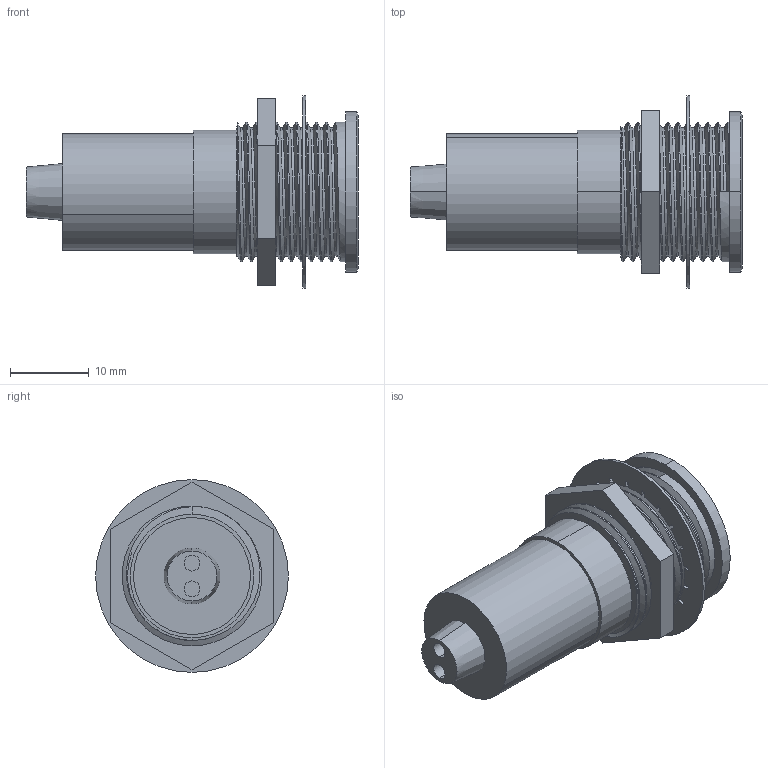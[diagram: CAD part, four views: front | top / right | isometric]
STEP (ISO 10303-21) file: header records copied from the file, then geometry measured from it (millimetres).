
FILE_DESCRIPTION (( 'STEP AP203' ), '1' );
FILE_NAME ('930Wx.STEP', '2016-12-23T23:53:24', ( '' ), ( '' ), 'SwSTEP 2.0', 'SolidWorks 2016', '' );
FILE_SCHEMA (( 'CONFIG_CONTROL_DESIGN' ));
Length unit declared in the file: inch
Products named in the file (7): 910007xx08, 910260xx08_9102603508; 9909300008; 03-07XP10; 930Wx; 889-034-xxx_889-034-01X; 903-078-0xx; 905-034-xxx
Assembly tree (6 placements, depth 3):
  930Wx
    889-034-xxx_889-034-01X
    903-078-0xx
    905-034-xxx
    03-07XP10
      910007xx08, 910260xx08_9102603508
      9909300008
Bounding box: 42.21 x 24.51 x 24.51 mm (x, y, z)
Volume: 5925.6 mm3; surface area: 6717.1 mm2
Topology: 5 solids, 5 shells, 160 faces, 426 edges, 281 vertices
Faces by surface type: cylinder 89, plane 62, cone 6, bspline 3
Entity records: 7419 total; most frequent: CARTESIAN_POINT 2681, ORIENTED_EDGE 852, DIRECTION 847, EDGE_CURVE 426, AXIS2_PLACEMENT_3D 307, VERTEX_POINT 281, VECTOR 233, LINE 233
